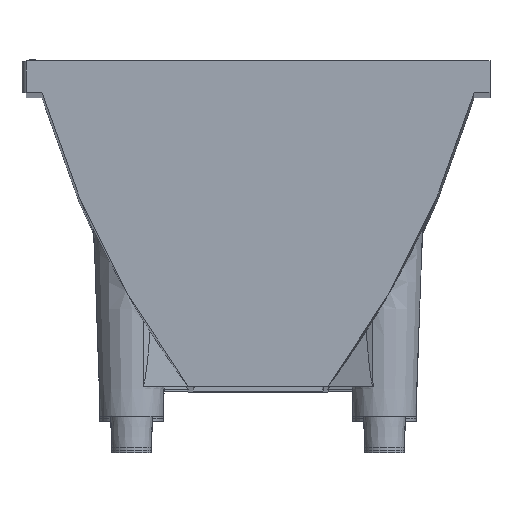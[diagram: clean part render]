
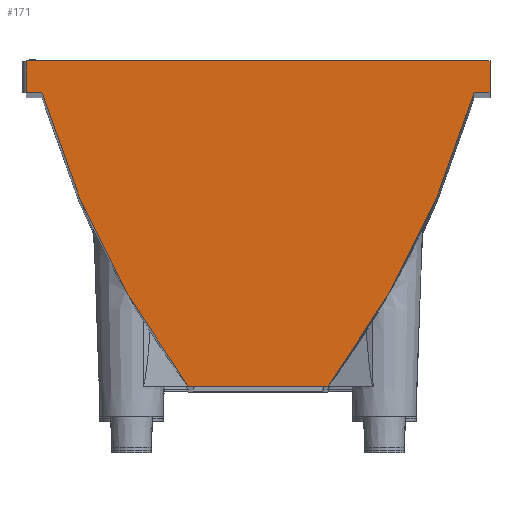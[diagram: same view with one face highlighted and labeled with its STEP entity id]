
A CAD part, top view. The second image highlights one B-rep face of the part: STEP entity #171.
In plain terms, the highlighted planar face has unit normal (0, 0, 1).
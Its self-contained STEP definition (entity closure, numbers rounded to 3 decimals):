
#171=ADVANCED_FACE('',(#506),#507,.F.);
#506=FACE_OUTER_BOUND('',#965,.T.);
#507=PLANE('',#966);
#965=EDGE_LOOP('',(#2509,#2510,#2511,#2512,#2513,#2514,#2515,#2516));
#966=AXIS2_PLACEMENT_3D('',#2517,#2518,#2519);
#2509=ORIENTED_EDGE('',*,*,#3538,.F.);
#2510=ORIENTED_EDGE('',*,*,#3555,.F.);
#2511=ORIENTED_EDGE('',*,*,#3556,.F.);
#2512=ORIENTED_EDGE('',*,*,#3550,.F.);
#2513=ORIENTED_EDGE('',*,*,#3438,.F.);
#2514=ORIENTED_EDGE('',*,*,#3557,.F.);
#2515=ORIENTED_EDGE('',*,*,#3544,.F.);
#2516=ORIENTED_EDGE('',*,*,#3558,.F.);
#2517=CARTESIAN_POINT('',(-31.989,26.415,75.0));
#2518=DIRECTION('',(0.0,0.0,-1.0));
#2519=DIRECTION('',(0.0,-1.0,0.0));
#3438=EDGE_CURVE('',#3853,#3855,#3856,.T.);
#3538=EDGE_CURVE('',#4031,#4033,#4034,.T.);
#3544=EDGE_CURVE('',#4042,#4044,#4045,.T.);
#3550=EDGE_CURVE('',#3855,#4054,#4055,.T.);
#3555=EDGE_CURVE('',#4061,#4031,#4063,.T.);
#3556=EDGE_CURVE('',#4054,#4061,#4064,.T.);
#3557=EDGE_CURVE('',#4044,#3853,#4065,.T.);
#3558=EDGE_CURVE('',#4033,#4042,#4066,.T.);
#3853=VERTEX_POINT('',#5712);
#3855=VERTEX_POINT('',#5715);
#3856=LINE('',#5716,#5717);
#4031=VERTEX_POINT('',#6991);
#4033=VERTEX_POINT('',#6994);
#4034=CIRCLE('',#6995,44.0);
#4042=VERTEX_POINT('',#7005);
#4044=VERTEX_POINT('',#7008);
#4045=CIRCLE('',#7009,44.0);
#4054=VERTEX_POINT('',#7023);
#4055=LINE('',#7024,#7025);
#4061=VERTEX_POINT('',#7034);
#4063=LINE('',#7037,#7038);
#4064=LINE('',#7039,#7040);
#4065=LINE('',#7041,#7042);
#4066=LINE('',#7043,#7044);
#5712=CARTESIAN_POINT('',(-11.0,14.1,75.0));
#5715=CARTESIAN_POINT('',(-11.0,15.6,75.0));
#5716=CARTESIAN_POINT('',(-11.0,14.1,75.0));
#5717=VECTOR('',#7494,1.0);
#6991=CARTESIAN_POINT('',(10.252,14.1,75.0));
#6994=CARTESIAN_POINT('',(3.312,0.15,75.0));
#6995=AXIS2_PLACEMENT_3D('',#7553,#7554,#7555);
#7005=CARTESIAN_POINT('',(-3.312,0.15,75.0));
#7008=CARTESIAN_POINT('',(-10.252,14.1,75.0));
#7009=AXIS2_PLACEMENT_3D('',#7565,#7566,#7567);
#7023=CARTESIAN_POINT('',(11.0,15.6,75.0));
#7024=CARTESIAN_POINT('',(-11.0,15.6,75.0));
#7025=VECTOR('',#7573,1.0);
#7034=CARTESIAN_POINT('',(11.0,14.1,75.0));
#7037=CARTESIAN_POINT('',(11.0,14.1,75.0));
#7038=VECTOR('',#7578,1.0);
#7039=CARTESIAN_POINT('',(11.0,15.6,75.0));
#7040=VECTOR('',#7579,1.0);
#7041=CARTESIAN_POINT('',(-10.252,14.1,75.0));
#7042=VECTOR('',#7580,1.0);
#7043=CARTESIAN_POINT('',(3.312,0.15,75.0));
#7044=VECTOR('',#7581,1.0);
#7494=DIRECTION('',(0.,1.0,0.0));
#7553=CARTESIAN_POINT('',(-31.989,26.415,75.0));
#7554=DIRECTION('',(0.0,0.0,-1.0));
#7555=DIRECTION('',(0.802,-0.597,0.0));
#7565=CARTESIAN_POINT('',(31.989,26.415,75.0));
#7566=DIRECTION('',(-0.0,0.0,-1.0));
#7567=DIRECTION('',(-0.802,-0.597,0.0));
#7573=DIRECTION('',(1.0,0.0,0.0));
#7578=DIRECTION('',(-1.0,0.0,0.0));
#7579=DIRECTION('',(0.,-1.0,0.0));
#7580=DIRECTION('',(-1.0,0.0,0.0));
#7581=DIRECTION('',(-1.0,0.0,0.0));
